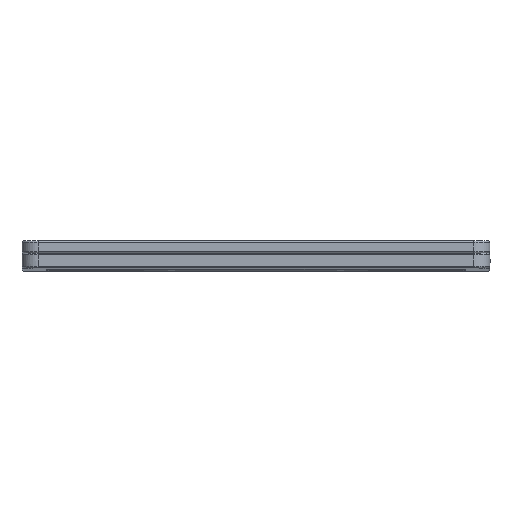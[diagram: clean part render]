
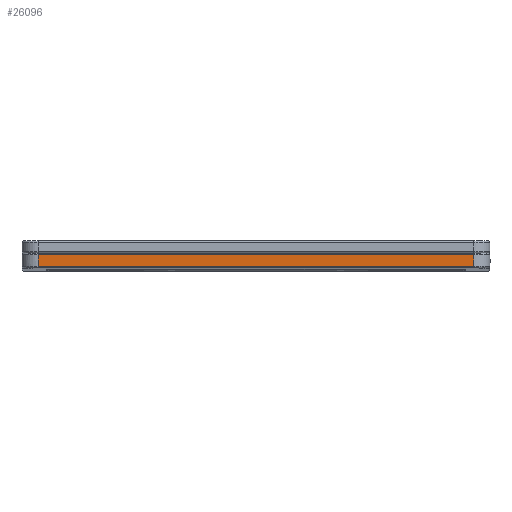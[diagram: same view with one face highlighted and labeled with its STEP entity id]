
A CAD part, left-side view. The second image highlights one B-rep face of the part: STEP entity #26096.
In plain terms, the highlighted planar face has unit normal (-1, 0, 0).
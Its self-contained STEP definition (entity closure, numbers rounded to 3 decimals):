
#69=B_SPLINE_CURVE_WITH_KNOTS('',3,(#40115,#40116,#40117,#40118),
 .UNSPECIFIED.,.F.,.F.,(4,4),(-26.7,0.),.UNSPECIFIED.);
#2640=FACE_OUTER_BOUND('',#4184,.T.);
#4184=EDGE_LOOP('',(#18775,#18776,#18777,#18778));
#6069=LINE('',#40334,#8717);
#6070=LINE('',#40336,#8718);
#6071=LINE('',#40337,#8719);
#8717=VECTOR('',#31702,10.);
#8718=VECTOR('',#31703,10.);
#8719=VECTOR('',#31704,10.);
#11271=VERTEX_POINT('',#40078);
#11273=VERTEX_POINT('',#40113);
#11335=VERTEX_POINT('',#40333);
#11336=VERTEX_POINT('',#40335);
#14083=EDGE_CURVE('',#11273,#11271,#69,.T.);
#14155=EDGE_CURVE('',#11335,#11273,#6069,.T.);
#14156=EDGE_CURVE('',#11336,#11335,#6070,.T.);
#14157=EDGE_CURVE('',#11271,#11336,#6071,.T.);
#18775=ORIENTED_EDGE('',*,*,#14083,.F.);
#18776=ORIENTED_EDGE('',*,*,#14155,.F.);
#18777=ORIENTED_EDGE('',*,*,#14156,.F.);
#18778=ORIENTED_EDGE('',*,*,#14157,.F.);
#25084=PLANE('',#27925);
#26096=ADVANCED_FACE('',(#2640),#25084,.T.);
#27925=AXIS2_PLACEMENT_3D('',#40332,#31700,#31701);
#31700=DIRECTION('center_axis',(-1.,0.,0.));
#31701=DIRECTION('ref_axis',(0.,-1.,0.));
#31702=DIRECTION('',(0.,0.,-1.));
#31703=DIRECTION('',(0.,-1.,0.));
#31704=DIRECTION('',(0.,0.,1.));
#40078=CARTESIAN_POINT('',(50.,327.,2.881));
#40113=CARTESIAN_POINT('',(50.,60.,2.881));
#40115=CARTESIAN_POINT('Ctrl Pts',(50.,60.,2.881));
#40116=CARTESIAN_POINT('Ctrl Pts',(50.,149.,2.881));
#40117=CARTESIAN_POINT('Ctrl Pts',(50.,238.,2.881));
#40118=CARTESIAN_POINT('Ctrl Pts',(50.,327.,2.881));
#40332=CARTESIAN_POINT('Origin',(50.,337.,0.));
#40333=CARTESIAN_POINT('',(50.,60.,9.974));
#40334=CARTESIAN_POINT('',(50.,60.,0.));
#40335=CARTESIAN_POINT('',(50.,327.,9.974));
#40336=CARTESIAN_POINT('',(50.,265.25,9.974));
#40337=CARTESIAN_POINT('',(50.,327.,0.));
